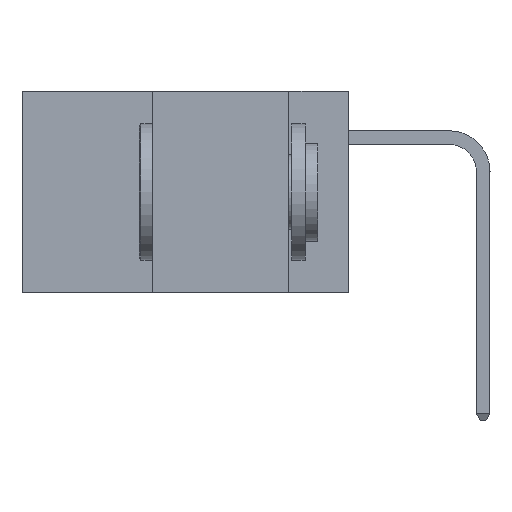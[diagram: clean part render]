
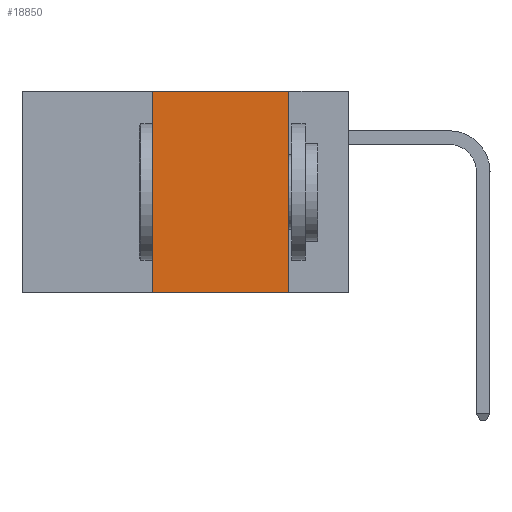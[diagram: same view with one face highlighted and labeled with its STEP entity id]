
A CAD part, left-side view. The second image highlights one B-rep face of the part: STEP entity #18850.
In plain terms, the highlighted planar face has unit normal (-1, 0, 0).
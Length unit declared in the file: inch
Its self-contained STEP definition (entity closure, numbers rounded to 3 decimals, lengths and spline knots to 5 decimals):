
#1199 = EDGE_CURVE ( 'NONE', #12133, #4162, #18854, .T. ) ;
#2211 = LINE ( 'NONE', #31041, #24556 ) ;
#3094 = VERTEX_POINT ( 'NONE', #33548 ) ;
#3797 = CARTESIAN_POINT ( 'NONE',  ( 0., 0.36, 0. ) ) ;
#4162 = VERTEX_POINT ( 'NONE', #37016 ) ;
#6476 = LINE ( 'NONE', #35595, #27722 ) ;
#10442 = CARTESIAN_POINT ( 'NONE',  ( 0., 0.11, -0.37 ) ) ;
#10807 = VECTOR ( 'NONE', #16809, 39.37008 ) ;
#10860 = PLANE ( 'NONE',  #11582 ) ;
#11210 = EDGE_CURVE ( 'NONE', #3094, #12133, #14371, .T. ) ;
#11582 = AXIS2_PLACEMENT_3D ( 'NONE', #31863, #16962, #37830 ) ;
#12133 = VERTEX_POINT ( 'NONE', #17480 ) ;
#14371 = LINE ( 'NONE', #3797, #22340 ) ;
#15459 = ORIENTED_EDGE ( 'NONE', *, *, #1199, .F. ) ;
#16762 = CARTESIAN_POINT ( 'NONE',  ( 0., 0.6, 0. ) ) ;
#16809 = DIRECTION ( 'NONE',  ( 0., -1., 0. ) ) ;
#16962 = DIRECTION ( 'NONE',  ( 1., 0., 0. ) ) ;
#17480 = CARTESIAN_POINT ( 'NONE',  ( 0., 0.36, 0. ) ) ;
#18850 = ADVANCED_FACE ( 'NONE', ( #24975 ), #10860, .F. ) ;
#18854 = LINE ( 'NONE', #16762, #10807 ) ;
#22340 = VECTOR ( 'NONE', #25012, 39.37008 ) ;
#23735 = DIRECTION ( 'NONE',  ( 0., -1., 0. ) ) ;
#24556 = VECTOR ( 'NONE', #28155, 39.37008 ) ;
#24975 = FACE_OUTER_BOUND ( 'NONE', #25893, .T. ) ;
#25012 = DIRECTION ( 'NONE',  ( 0., 0., 1. ) ) ;
#25893 = EDGE_LOOP ( 'NONE', ( #29374, #15459, #32711, #28149 ) ) ;
#27722 = VECTOR ( 'NONE', #23735, 39.37008 ) ;
#28149 = ORIENTED_EDGE ( 'NONE', *, *, #35300, .T. ) ;
#28155 = DIRECTION ( 'NONE',  ( 0., 0., -1. ) ) ;
#29374 = ORIENTED_EDGE ( 'NONE', *, *, #30089, .F. ) ;
#30089 = EDGE_CURVE ( 'NONE', #4162, #37629, #2211, .T. ) ;
#31041 = CARTESIAN_POINT ( 'NONE',  ( 0., 0.11, 0. ) ) ;
#31863 = CARTESIAN_POINT ( 'NONE',  ( 0., 0.6, 0. ) ) ;
#32711 = ORIENTED_EDGE ( 'NONE', *, *, #11210, .F. ) ;
#33548 = CARTESIAN_POINT ( 'NONE',  ( 0., 0.36, -0.37 ) ) ;
#35300 = EDGE_CURVE ( 'NONE', #3094, #37629, #6476, .T. ) ;
#35595 = CARTESIAN_POINT ( 'NONE',  ( 0., 0.6, -0.37 ) ) ;
#37016 = CARTESIAN_POINT ( 'NONE',  ( 0., 0.11, 0. ) ) ;
#37629 = VERTEX_POINT ( 'NONE', #10442 ) ;
#37830 = DIRECTION ( 'NONE',  ( 0., 0., -1. ) ) ;
